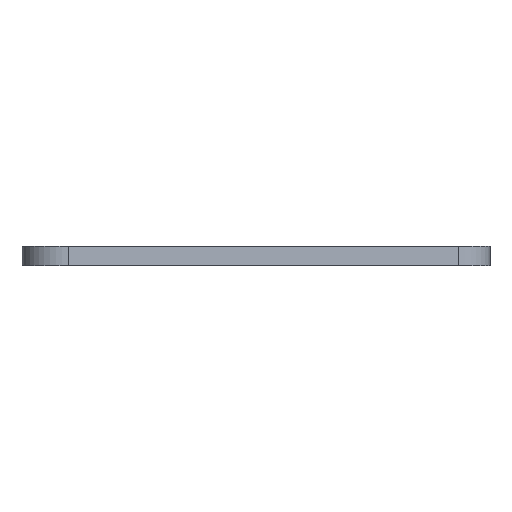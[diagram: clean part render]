
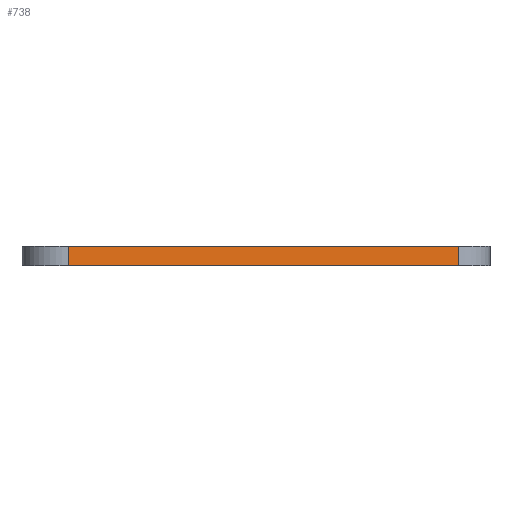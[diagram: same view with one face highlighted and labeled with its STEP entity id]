
A CAD part, left-side view. The second image highlights one B-rep face of the part: STEP entity #738.
In plain terms, the highlighted planar face has unit normal (-0.982, -0.188, 0).
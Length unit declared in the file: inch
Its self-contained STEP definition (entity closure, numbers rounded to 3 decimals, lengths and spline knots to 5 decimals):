
#3 = EDGE_LOOP ( 'NONE', ( #776, #528, #47, #1290 ) ) ;
#8 = VERTEX_POINT ( 'NONE', #1300 ) ;
#25 = CARTESIAN_POINT ( 'NONE',  ( -2.34077, -0.79898, 0. ) ) ;
#47 = ORIENTED_EDGE ( 'NONE', *, *, #582, .F. ) ;
#131 = CARTESIAN_POINT ( 'NONE',  ( -2.34077, -0.79898, -0.125 ) ) ;
#138 = EDGE_CURVE ( 'NONE', #1029, #649, #383, .T. ) ;
#161 = DIRECTION ( 'NONE',  ( 0.187, -0.982, 0. ) ) ;
#178 = DIRECTION ( 'NONE',  ( -0.982, -0.187, 0. ) ) ;
#262 = DIRECTION ( 'NONE',  ( 0., 0., 1. ) ) ;
#343 = CARTESIAN_POINT ( 'NONE',  ( -2.81834, 1.70313, 0. ) ) ;
#383 = LINE ( 'NONE', #1452, #1301 ) ;
#528 = ORIENTED_EDGE ( 'NONE', *, *, #138, .T. ) ;
#575 = FACE_OUTER_BOUND ( 'NONE', #3, .T. ) ;
#582 = EDGE_CURVE ( 'NONE', #1631, #649, #1312, .T. ) ;
#649 = VERTEX_POINT ( 'NONE', #25 ) ;
#700 = PLANE ( 'NONE',  #1618 ) ;
#719 = DIRECTION ( 'NONE',  ( 0., 0., -1. ) ) ;
#738 = ADVANCED_FACE ( 'NONE', ( #575 ), #700, .T. ) ;
#745 = CARTESIAN_POINT ( 'NONE',  ( -2.875, 2., -0.125 ) ) ;
#776 = ORIENTED_EDGE ( 'NONE', *, *, #1635, .T. ) ;
#832 = CARTESIAN_POINT ( 'NONE',  ( -2.875, 2., -0.125 ) ) ;
#863 = VECTOR ( 'NONE', #878, 39.37008 ) ;
#878 = DIRECTION ( 'NONE',  ( 0.187, -0.982, 0. ) ) ;
#931 = VECTOR ( 'NONE', #719, 39.37008 ) ;
#1029 = VERTEX_POINT ( 'NONE', #131 ) ;
#1065 = VECTOR ( 'NONE', #161, 39.37008 ) ;
#1130 = CARTESIAN_POINT ( 'NONE',  ( -2.81834, 1.70313, -0.125 ) ) ;
#1211 = CARTESIAN_POINT ( 'NONE',  ( -2.875, 2., 0. ) ) ;
#1290 = ORIENTED_EDGE ( 'NONE', *, *, #1519, .T. ) ;
#1300 = CARTESIAN_POINT ( 'NONE',  ( -2.81834, 1.70313, -0.125 ) ) ;
#1301 = VECTOR ( 'NONE', #262, 39.37008 ) ;
#1312 = LINE ( 'NONE', #1211, #1065 ) ;
#1376 = LINE ( 'NONE', #1130, #931 ) ;
#1452 = CARTESIAN_POINT ( 'NONE',  ( -2.34077, -0.79898, -0.125 ) ) ;
#1519 = EDGE_CURVE ( 'NONE', #1631, #8, #1376, .T. ) ;
#1618 = AXIS2_PLACEMENT_3D ( 'NONE', #832, #178, #1629 ) ;
#1629 = DIRECTION ( 'NONE',  ( 0.187, -0.982, 0. ) ) ;
#1631 = VERTEX_POINT ( 'NONE', #343 ) ;
#1635 = EDGE_CURVE ( 'NONE', #8, #1029, #1668, .T. ) ;
#1668 = LINE ( 'NONE', #745, #863 ) ;
